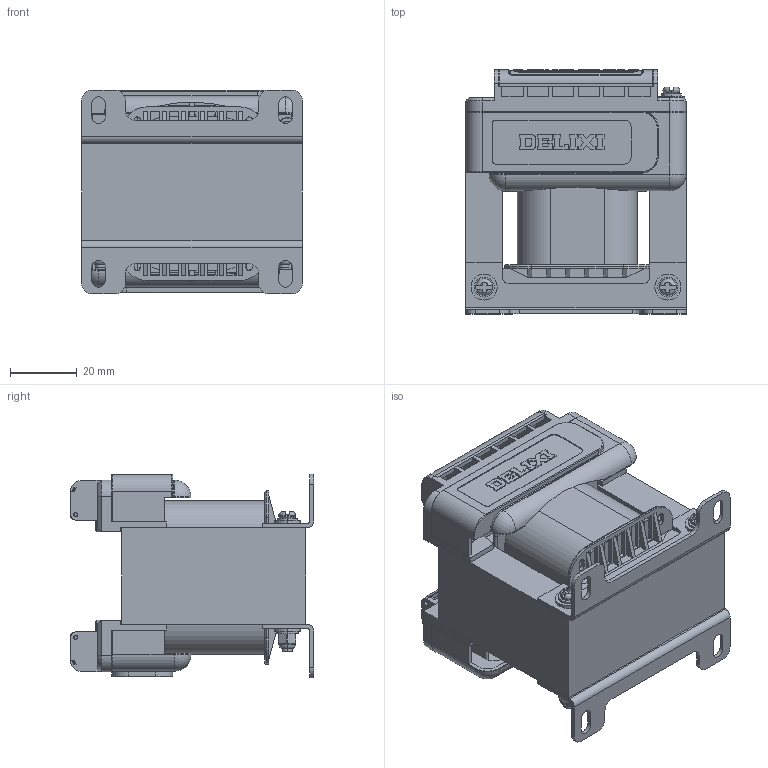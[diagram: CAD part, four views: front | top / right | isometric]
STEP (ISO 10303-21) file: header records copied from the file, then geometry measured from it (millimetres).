
FILE_DESCRIPTION((''),'2;1');
FILE_NAME('ASM0001_ASM','2025-04-09T',('Administrator'),(''),'PRO/ENGINEER BY PARAMETRIC TECHNOLOGY CORPORATION, 2008380','PRO/ENGINEER BY PARAMETRIC TECHNOLOGY CORPORATION, 2008380','');
FILE_SCHEMA(('CONFIG_CONTROL_DESIGN'));
Length unit declared in the file: millimetre
Products named in the file (14): PRT0001; PRT0002; PRT0003; PRT0004; PRT0005; PRT0007; PRT0003JIEDI; JIEDITIEJIAN; PRT0008; PRT0009; PRT0010; PRT0011; PRT0012; ASM0001_ASM
Assembly tree (25 placements, depth 2):
  ASM0001_ASM
    PRT0001
    PRT0002  x2
    PRT0003
    PRT0004  x2
    PRT0005  x2
    PRT0007
    PRT0003JIEDI
    JIEDITIEJIAN
    PRT0008
    PRT0009
    PRT0010  x4
    PRT0011  x4
    PRT0012  x4
Bounding box: 66 x 73 x 61 mm (x, y, z)
Volume: 140547.7 mm3; surface area: 76029.5 mm2
Topology: 25 solids, 25 shells, 2875 faces, 7790 edges, 5002 vertices
Faces by surface type: plane 2048, cylinder 549, torus 146, bspline 96, sphere 32, cone 4
Entity records: 70988 total; most frequent: CARTESIAN_POINT 15611, ORIENTED_EDGE 11828, DIRECTION 10889, EDGE_CURVE 5914, VECTOR 4931, LINE 4931, VERTEX_POINT 3834, AXIS2_PLACEMENT_3D 2979
